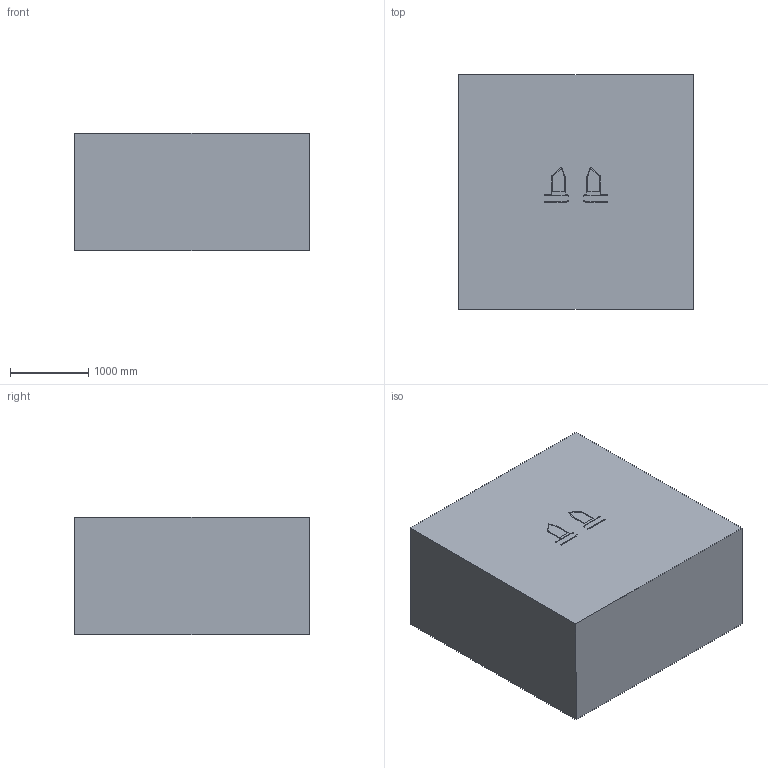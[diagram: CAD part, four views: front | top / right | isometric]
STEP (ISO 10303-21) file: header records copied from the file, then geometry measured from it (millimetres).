
FILE_DESCRIPTION (( 'STEP AP214' ), '1' );
FILE_NAME ('VenturiTube2.STEP', '2024-02-06T22:05:36', ( '' ), ( '' ), 'SwSTEP 2.0', 'SolidWorks 2023', '' );
FILE_SCHEMA (( 'AUTOMOTIVE_DESIGN' ));
Length unit declared in the file: millimetre
Products named in the file (1): VenturiTube2
Bounding box: 3000 x 3000 x 1500 mm (x, y, z)
Volume: 13500000000 mm3; surface area: 38757922.7 mm2
Topology: 3 solids, 3 shells, 76 faces, 212 edges, 140 vertices
Faces by surface type: cone 28, cylinder 26, plane 22
Entity records: 2525 total; most frequent: CARTESIAN_POINT 453, DIRECTION 434, ORIENTED_EDGE 424, EDGE_CURVE 212, AXIS2_PLACEMENT_3D 153, VERTEX_POINT 140, LINE 128, VECTOR 128
